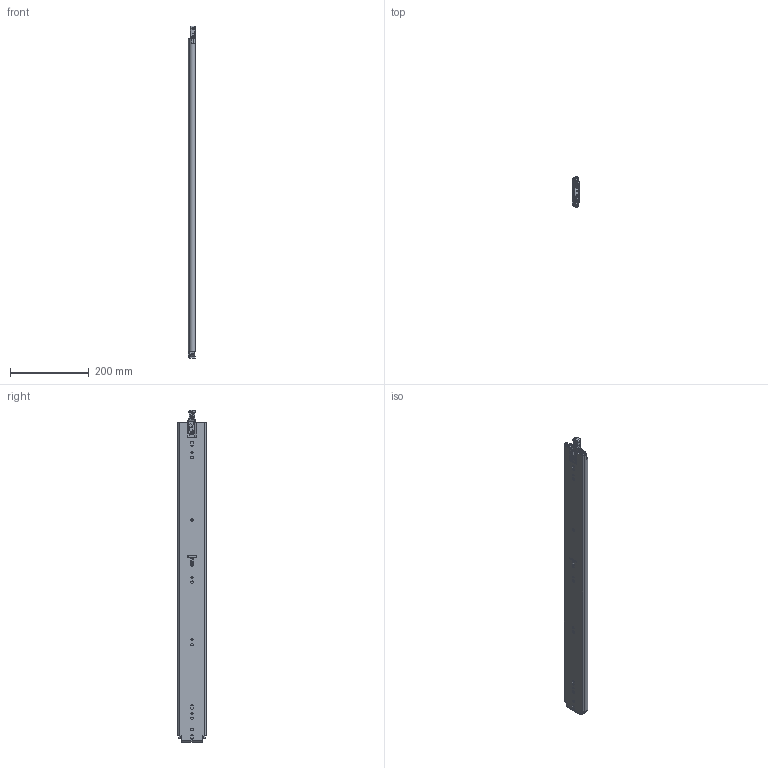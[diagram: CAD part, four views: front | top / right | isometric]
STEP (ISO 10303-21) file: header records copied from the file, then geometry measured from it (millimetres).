
FILE_DESCRIPTION (( 'STEP AP214' ), '1' );
FILE_NAME ('FR_5400_L.0813mm_32inch_closed.STEP', '2022-10-17T13:49:18', ( '' ), ( '' ), 'SwSTEP 2.0', 'SolidWorks 2020', '' );
FILE_SCHEMA (( 'AUTOMOTIVE_DESIGN' ));
Length unit declared in the file: millimetre
Products named in the file (19): 5400.XXX-01.T009_NL 32; 5400 Drawer Lock Latch; 5400.XXX-02.T009_NL 32 Closed; 5400 Rivet Stop; 5400 Rivet_Handle Rivet; 5400 Rivet_Drawer Latch Rivet; 5400 Connecting Rod_NL  32; 5400.XXX-02.T009_NL 32; 5400 Middle Latch; 5400 Drawer Unlock; 5400 Rod Actuator; 5400.XXX-03.T009_NL 32; 5400 Locking Handle Left; 5400.XXX-03.T009_NL 32 Closed; 5400 Rivet_Middle Latch Rivet; 5400 Rivet_Actuator Rivet; 5400 Stop; FR_5400_L.0813mm_32inch_closed
Assembly tree (18 placements, depth 3):
  FR_5400_L.0813mm_32inch_closed
    5400.XXX-01.T009_NL 32
      5400.XXX-01.T009_NL 32
    5400.XXX-03.T009_NL 32 Closed
      5400.XXX-03.T009_NL 32
      5400 Locking Handle Left
      5400 Rivet_Handle Rivet
      5400 Drawer Lock Latch
      5400 Rivet_Drawer Latch Rivet
      5400 Drawer Unlock
      5400 Connecting Rod_NL  32
      5400 Rod Actuator
      5400 Rivet_Actuator Rivet
    5400.XXX-02.T009_NL 32 Closed
      5400.XXX-02.T009_NL 32
      5400 Stop
      5400 Middle Latch
      5400 Rivet_Middle Latch Rivet
      5400 Rivet Stop
Bounding box: 19.2 x 76.19 x 844.77 mm (x, y, z)
Volume: 533141 mm3; surface area: 453316.8 mm2
Topology: 16 solids, 16 shells, 982 faces, 2610 edges, 1646 vertices
Faces by surface type: plane 501, cylinder 424, torus 24, bspline 22, sphere 9, cone 2
Entity records: 32968 total; most frequent: CARTESIAN_POINT 7370, DIRECTION 5301, ORIENTED_EDGE 5202, EDGE_CURVE 2601, AXIS2_PLACEMENT_3D 1851, VERTEX_POINT 1644, VECTOR 1599, LINE 1599
